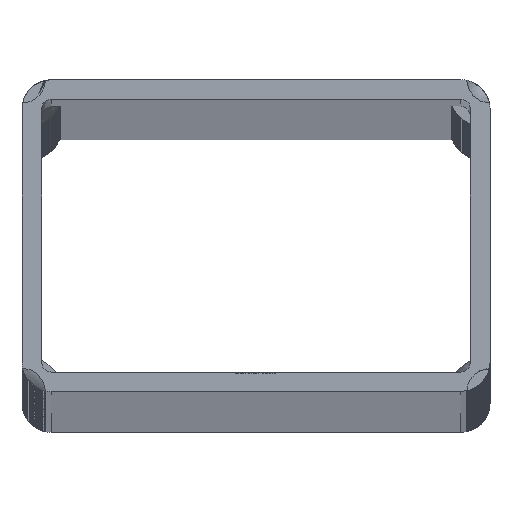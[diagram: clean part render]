
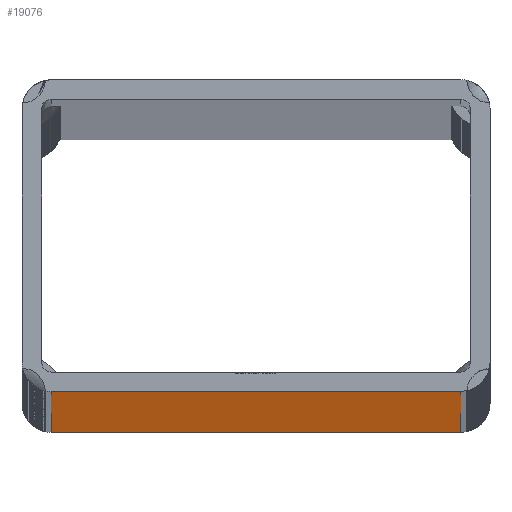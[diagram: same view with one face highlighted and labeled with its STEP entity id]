
A CAD part, top view. The second image highlights one B-rep face of the part: STEP entity #19076.
In plain terms, the highlighted planar face has unit normal (0, -1, 0).
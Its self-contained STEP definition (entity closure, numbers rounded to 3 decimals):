
#2388 = DIRECTION ( 'NONE',  ( 0., 0., -1. ) ) ;
#2600 = ORIENTED_EDGE ( 'NONE', *, *, #12363, .T. ) ;
#3211 = PLANE ( 'NONE',  #46130 ) ;
#5411 = EDGE_CURVE ( 'NONE', #77828, #65003, #76950, .T. ) ;
#5904 = DIRECTION ( 'NONE',  ( 1., 0., 0. ) ) ;
#7806 = VERTEX_POINT ( 'NONE', #11469 ) ;
#10372 = EDGE_CURVE ( 'NONE', #80447, #7806, #109282, .T. ) ;
#11129 = VECTOR ( 'NONE', #5904, 1000. ) ;
#11469 = CARTESIAN_POINT ( 'NONE',  ( 26.25, -20., 0. ) ) ;
#12363 = EDGE_CURVE ( 'NONE', #65003, #7806, #122658, .T. ) ;
#19076 = ADVANCED_FACE ( 'NONE', ( #94843 ), #3211, .T. ) ;
#25652 = CARTESIAN_POINT ( 'NONE',  ( -30., -20., -3000. ) ) ;
#34254 = VECTOR ( 'NONE', #80206, 1000. ) ;
#43837 = CARTESIAN_POINT ( 'NONE',  ( -26.25, -20., 0. ) ) ;
#46130 = AXIS2_PLACEMENT_3D ( 'NONE', #71269, #121324, #2388 ) ;
#64399 = VECTOR ( 'NONE', #74238, 1000. ) ;
#65003 = VERTEX_POINT ( 'NONE', #104112 ) ;
#67188 = ORIENTED_EDGE ( 'NONE', *, *, #10372, .F. ) ;
#70646 = EDGE_CURVE ( 'NONE', #80447, #77828, #74736, .T. ) ;
#71269 = CARTESIAN_POINT ( 'NONE',  ( -30., -20., -3000. ) ) ;
#74238 = DIRECTION ( 'NONE',  ( 0., 0., 1. ) ) ;
#74736 = LINE ( 'NONE', #96438, #83910 ) ;
#76950 = LINE ( 'NONE', #25652, #11129 ) ;
#77167 = CARTESIAN_POINT ( 'NONE',  ( -26.25, -20., -3000. ) ) ;
#77828 = VERTEX_POINT ( 'NONE', #77167 ) ;
#80206 = DIRECTION ( 'NONE',  ( 1., 0., 0. ) ) ;
#80447 = VERTEX_POINT ( 'NONE', #43837 ) ;
#81587 = ORIENTED_EDGE ( 'NONE', *, *, #5411, .T. ) ;
#83910 = VECTOR ( 'NONE', #100242, 1000. ) ;
#85457 = ORIENTED_EDGE ( 'NONE', *, *, #70646, .T. ) ;
#91295 = CARTESIAN_POINT ( 'NONE',  ( -30., -20., 0. ) ) ;
#94843 = FACE_OUTER_BOUND ( 'NONE', #126347, .T. ) ;
#96438 = CARTESIAN_POINT ( 'NONE',  ( -26.25, -20., -3000. ) ) ;
#100242 = DIRECTION ( 'NONE',  ( 0., 0., -1. ) ) ;
#101657 = CARTESIAN_POINT ( 'NONE',  ( 26.25, -20., -3000. ) ) ;
#104112 = CARTESIAN_POINT ( 'NONE',  ( 26.25, -20., -3000. ) ) ;
#109282 = LINE ( 'NONE', #91295, #34254 ) ;
#121324 = DIRECTION ( 'NONE',  ( 0., -1., 0. ) ) ;
#122658 = LINE ( 'NONE', #101657, #64399 ) ;
#126347 = EDGE_LOOP ( 'NONE', ( #67188, #85457, #81587, #2600 ) ) ;
